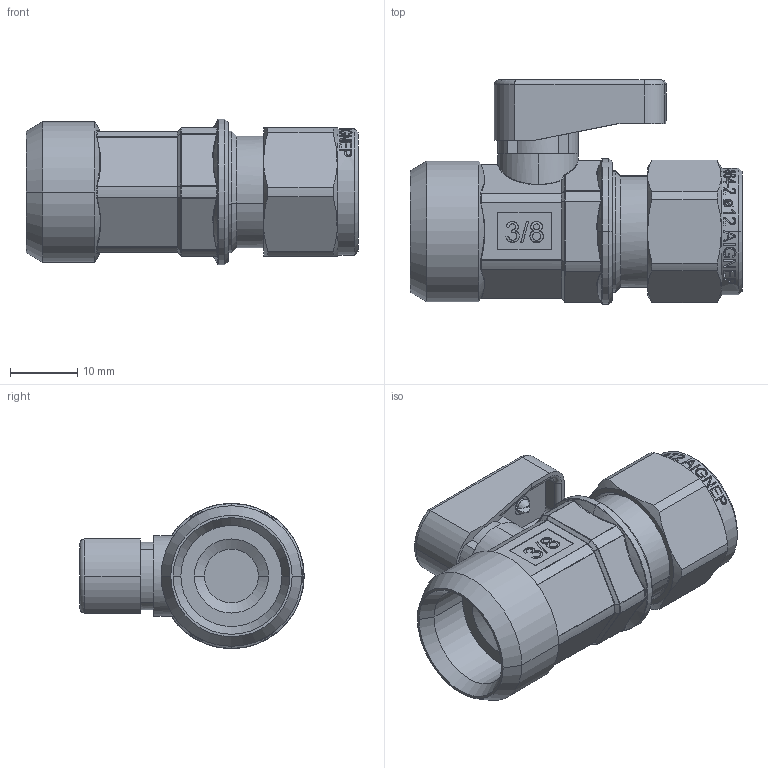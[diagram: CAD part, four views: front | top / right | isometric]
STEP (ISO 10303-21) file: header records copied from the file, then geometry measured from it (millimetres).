
FILE_DESCRIPTION (( 'STEP AP214' ), '1' );
FILE_NAME ('0644000012.step', '2012-10-02T16:33:11', ( '' ), ( '' ), 'SwSTEP 2.0', 'SolidWorks 2012', '' );
FILE_SCHEMA (( 'AUTOMOTIVE_DESIGN' ));
Products named in the file (1): 0644000012
Bounding box: 49.25 x 33.3 x 21.6 mm (x, y, z)
Volume: 14913 mm3; surface area: 6028.3 mm2
Topology: 8 solids, 17 shells, 1024 faces, 2569 edges, 1608 vertices
Faces by surface type: bspline 395, plane 351, cylinder 164, torus 53, cone 39, sphere 22
Entity records: 50683 total; most frequent: CARTESIAN_POINT 29278, ORIENTED_EDGE 5086, DIRECTION 3305, EDGE_CURVE 2543, VERTEX_POINT 1608, AXIS2_PLACEMENT_3D 1166, EDGE_LOOP 1091, ADVANCED_FACE 1024
